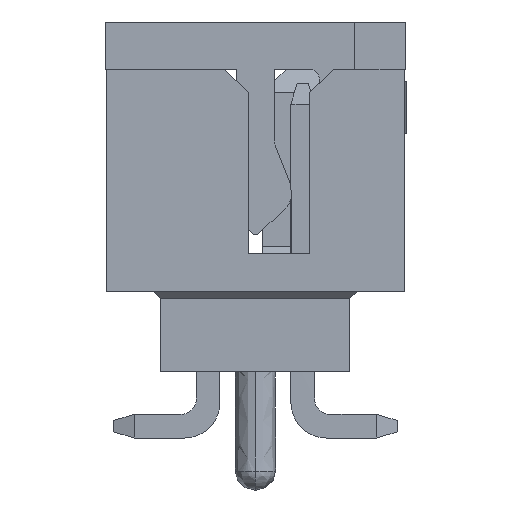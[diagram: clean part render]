
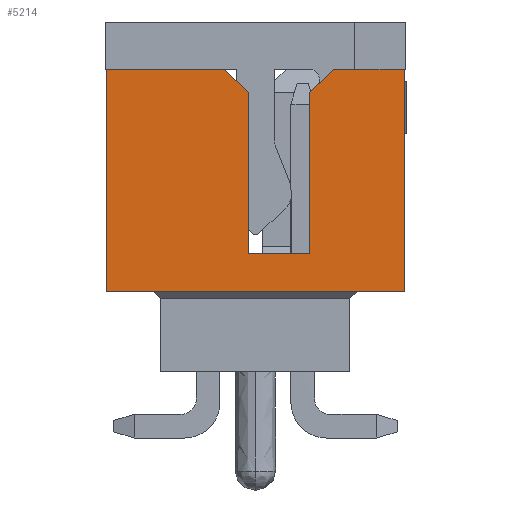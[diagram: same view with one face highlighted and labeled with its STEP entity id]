
A CAD part, left-side view. The second image highlights one B-rep face of the part: STEP entity #5214.
In plain terms, the highlighted planar face has unit normal (-1, 0, 0).
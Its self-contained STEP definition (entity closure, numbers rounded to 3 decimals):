
#3779=CARTESIAN_POINT('',(-11.325,-1.65,4.7));
#3780=VERTEX_POINT('',#3779);
#3787=CARTESIAN_POINT('',(-11.325,-3.15,4.7));
#3788=VERTEX_POINT('',#3787);
#3789=CARTESIAN_POINT('',(-11.325,-1.65,4.7));
#3790=DIRECTION('',(0.,-1.,0.));
#3791=VECTOR('',#3790,1.5);
#3792=LINE('',#3789,#3791);
#3793=EDGE_CURVE('',#3780,#3788,#3792,.T.);
#4917=CARTESIAN_POINT('',(-11.325,3.15,0.));
#4918=VERTEX_POINT('',#4917);
#4919=CARTESIAN_POINT('',(-11.325,3.15,4.7));
#4920=VERTEX_POINT('',#4919);
#4921=CARTESIAN_POINT('',(-11.325,3.15,0.));
#4922=DIRECTION('',(0.,0.,1.));
#4923=VECTOR('',#4922,4.7);
#4924=LINE('',#4921,#4923);
#4925=EDGE_CURVE('',#4918,#4920,#4924,.T.);
#4948=CARTESIAN_POINT('',(-11.325,0.65,4.7));
#4949=VERTEX_POINT('',#4948);
#4950=CARTESIAN_POINT('',(-11.325,3.15,4.7));
#4951=DIRECTION('',(0.,-1.,0.));
#4952=VECTOR('',#4951,2.5);
#4953=LINE('',#4950,#4952);
#4954=EDGE_CURVE('',#4920,#4949,#4953,.T.);
#4992=CARTESIAN_POINT('',(-11.325,-3.15,0.));
#4993=VERTEX_POINT('',#4992);
#4994=CARTESIAN_POINT('',(-11.325,-3.15,4.7));
#4995=DIRECTION('',(0.,0.,-1.));
#4996=VECTOR('',#4995,4.7);
#4997=LINE('',#4994,#4996);
#4998=EDGE_CURVE('',#3788,#4993,#4997,.T.);
#5155=CARTESIAN_POINT('',(-11.325,-3.15,0.));
#5156=DIRECTION('',(0.,1.,0.));
#5157=VECTOR('',#5156,6.3);
#5158=LINE('',#5155,#5157);
#5159=EDGE_CURVE('',#4993,#4918,#5158,.T.);
#5164=CARTESIAN_POINT('',(-11.325,3.15,4.7));
#5165=DIRECTION('',(0.,0.,-1.));
#5166=DIRECTION('',(-1.,-0.,-0.));
#5167=AXIS2_PLACEMENT_3D('',#5164,#5166,#5165);
#5168=PLANE('',#5167);
#5169=ORIENTED_EDGE('',*,*,#3793,.F.);
#5170=CARTESIAN_POINT('',(-11.325,-1.15,4.2));
#5171=VERTEX_POINT('',#5170);
#5172=CARTESIAN_POINT('',(-11.325,-1.65,4.7));
#5173=DIRECTION('',(0.,0.707,-0.707));
#5174=VECTOR('',#5173,0.707);
#5175=LINE('',#5172,#5174);
#5176=EDGE_CURVE('',#3780,#5171,#5175,.T.);
#5177=ORIENTED_EDGE('',*,*,#5176,.T.);
#5178=CARTESIAN_POINT('',(-11.325,-1.15,0.8));
#5179=VERTEX_POINT('',#5178);
#5180=CARTESIAN_POINT('',(-11.325,-1.15,4.2));
#5181=DIRECTION('',(0.,0.,-1.));
#5182=VECTOR('',#5181,3.4);
#5183=LINE('',#5180,#5182);
#5184=EDGE_CURVE('',#5171,#5179,#5183,.T.);
#5185=ORIENTED_EDGE('',*,*,#5184,.T.);
#5186=CARTESIAN_POINT('',(-11.325,0.15,0.8));
#5187=VERTEX_POINT('',#5186);
#5188=CARTESIAN_POINT('',(-11.325,0.15,0.8));
#5189=DIRECTION('',(0.,-1.,0.));
#5190=VECTOR('',#5189,1.3);
#5191=LINE('',#5188,#5190);
#5192=EDGE_CURVE('',#5187,#5179,#5191,.T.);
#5193=ORIENTED_EDGE('',*,*,#5192,.F.);
#5194=CARTESIAN_POINT('',(-11.325,0.15,4.2));
#5195=VERTEX_POINT('',#5194);
#5196=CARTESIAN_POINT('',(-11.325,0.15,0.8));
#5197=DIRECTION('',(0.,0.,1.));
#5198=VECTOR('',#5197,3.4);
#5199=LINE('',#5196,#5198);
#5200=EDGE_CURVE('',#5187,#5195,#5199,.T.);
#5201=ORIENTED_EDGE('',*,*,#5200,.T.);
#5202=CARTESIAN_POINT('',(-11.325,0.15,4.2));
#5203=DIRECTION('',(0.,0.707,0.707));
#5204=VECTOR('',#5203,0.707);
#5205=LINE('',#5202,#5204);
#5206=EDGE_CURVE('',#5195,#4949,#5205,.T.);
#5207=ORIENTED_EDGE('',*,*,#5206,.T.);
#5208=ORIENTED_EDGE('',*,*,#4954,.F.);
#5209=ORIENTED_EDGE('',*,*,#4925,.F.);
#5210=ORIENTED_EDGE('',*,*,#5159,.F.);
#5211=ORIENTED_EDGE('',*,*,#4998,.F.);
#5212=EDGE_LOOP('',(#5169,#5177,#5185,#5193,#5201,#5207,#5208,#5209,#5210,#5211));
#5213=FACE_OUTER_BOUND('',#5212,.T.);
#5214=ADVANCED_FACE('',(#5213),#5168,.T.);
